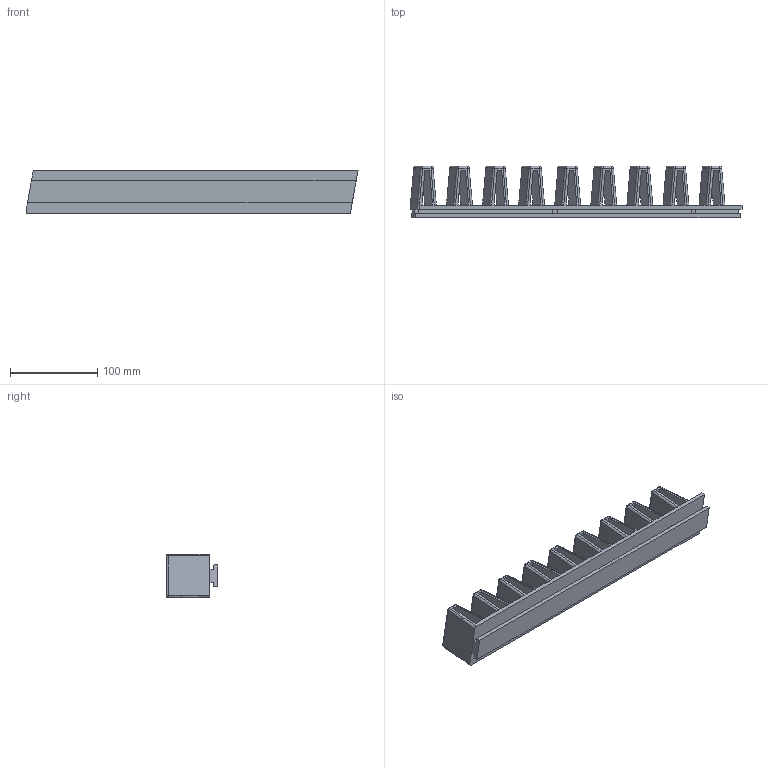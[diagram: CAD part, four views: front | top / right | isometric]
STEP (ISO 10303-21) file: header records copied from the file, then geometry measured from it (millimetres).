
FILE_DESCRIPTION((''),'2;1');
FILE_NAME('de_396_angle_separator_dun_rh.stp', '2008-04-08T12:28:51',('User'),('SDRC'),'I-DEAS Master Series 9','UNIX', 'Yes');
FILE_SCHEMA(('AUTOMOTIVE_DESIGN { 1 0 10303 214 1 1 1 1 }'));
Length unit declared in the file: inch
Products named in the file (1): DE-396
Bounding box: 379.84 x 59.02 x 50.03 mm (x, y, z)
Volume: 346432.2 mm3; surface area: 148448.6 mm2
Topology: 1 solids, 1 shells, 213 faces, 561 edges, 314 vertices
Faces by surface type: bspline 213
Entity records: 6013 total; most frequent: CARTESIAN_POINT 2846, ORIENTED_EDGE 1050, EDGE_CURVE 525, B_SPLINE_CURVE_WITH_KNOTS 385, VERTEX_POINT 314, EDGE_LOOP 231, FACE_OUTER_BOUND 213, ADVANCED_FACE 213
